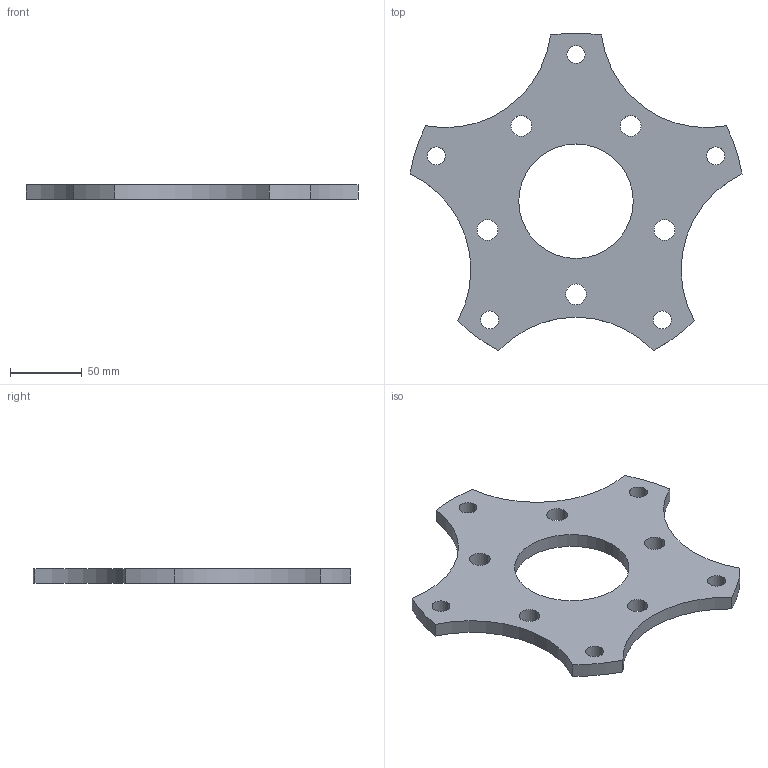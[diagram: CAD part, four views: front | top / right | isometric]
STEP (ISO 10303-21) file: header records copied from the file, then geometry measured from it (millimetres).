
FILE_DESCRIPTION (( 'STEP AP214' ), '1' );
FILE_NAME ('adaptateur.STEP', '2022-10-04T06:56:59', ( '' ), ( '' ), 'SwSTEP 2.0', 'SolidWorks 2016', '' );
FILE_SCHEMA (( 'AUTOMOTIVE_DESIGN' ));
Length unit declared in the file: millimetre
Products named in the file (1): adaptateur
Bounding box: 231.91 x 221.76 x 10 mm (x, y, z)
Volume: 234191.2 mm3; surface area: 61435.8 mm2
Topology: 1 solids, 1 shells, 35 faces, 99 edges, 66 vertices
Faces by surface type: cylinder 33, plane 2
Entity records: 1257 total; most frequent: DIRECTION 237, CARTESIAN_POINT 201, ORIENTED_EDGE 198, AXIS2_PLACEMENT_3D 102, EDGE_CURVE 99, VERTEX_POINT 66, CIRCLE 66, EDGE_LOOP 57
